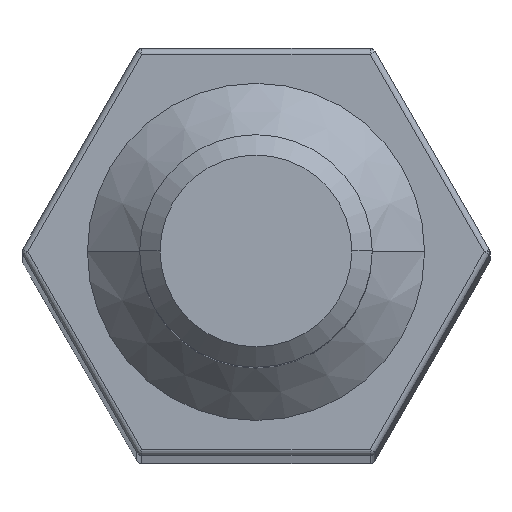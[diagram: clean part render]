
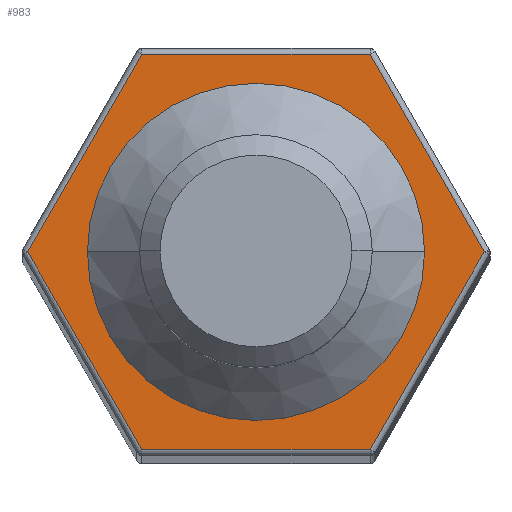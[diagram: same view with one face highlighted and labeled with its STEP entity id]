
A CAD part, top view. The second image highlights one B-rep face of the part: STEP entity #983.
In plain terms, the highlighted planar face has unit normal (0, 0, 1).
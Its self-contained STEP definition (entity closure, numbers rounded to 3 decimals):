
#26 = DIRECTION ( 'NONE',  ( -0.5, 0.866, 0. ) ) ;
#32 = VERTEX_POINT ( 'NONE', #645 ) ;
#34 = EDGE_CURVE ( 'NONE', #819, #707, #1405, .T. ) ;
#36 = EDGE_LOOP ( 'NONE', ( #625, #631 ) ) ;
#38 = VECTOR ( 'NONE', #176, 1000. ) ;
#39 = CARTESIAN_POINT ( 'NONE',  ( 1.934, -3.45, 0. ) ) ;
#40 = FACE_BOUND ( 'NONE', #36, .T. ) ;
#46 = VECTOR ( 'NONE', #1364, 1000. ) ;
#85 = FACE_OUTER_BOUND ( 'NONE', #1082, .T. ) ;
#89 = CIRCLE ( 'NONE', #1235, 2.9 ) ;
#95 = EDGE_CURVE ( 'NONE', #707, #819, #89, .T. ) ;
#97 = CARTESIAN_POINT ( 'NONE',  ( 3.926, 0., 0. ) ) ;
#98 = EDGE_CURVE ( 'NONE', #947, #32, #1061, .T. ) ;
#103 = EDGE_CURVE ( 'NONE', #32, #859, #1254, .T. ) ;
#108 = EDGE_CURVE ( 'NONE', #859, #820, #473, .T. ) ;
#112 = EDGE_CURVE ( 'NONE', #820, #671, #909, .T. ) ;
#115 = EDGE_CURVE ( 'NONE', #671, #907, #389, .T. ) ;
#133 = AXIS2_PLACEMENT_3D ( 'NONE', #1416, #1141, #943 ) ;
#134 = EDGE_CURVE ( 'NONE', #907, #947, #280, .T. ) ;
#148 = CARTESIAN_POINT ( 'NONE',  ( 0., 0., 0. ) ) ;
#176 = DIRECTION ( 'NONE',  ( 1., 0., 0. ) ) ;
#180 = CARTESIAN_POINT ( 'NONE',  ( -4.041, -3.4, 0. ) ) ;
#280 = LINE ( 'NONE', #39, #493 ) ;
#340 = VECTOR ( 'NONE', #779, 1000. ) ;
#382 = VECTOR ( 'NONE', #1086, 1000. ) ;
#389 = LINE ( 'NONE', #180, #38 ) ;
#458 = CARTESIAN_POINT ( 'NONE',  ( -3.926, 0., 0. ) ) ;
#460 = ORIENTED_EDGE ( 'NONE', *, *, #98, .T. ) ;
#473 = LINE ( 'NONE', #1360, #340 ) ;
#493 = VECTOR ( 'NONE', #789, 1000. ) ;
#538 = ORIENTED_EDGE ( 'NONE', *, *, #103, .T. ) ;
#546 = DIRECTION ( 'NONE',  ( 0., 0., -1. ) ) ;
#571 = CARTESIAN_POINT ( 'NONE',  ( 2.9, 0., 0. ) ) ;
#588 = ORIENTED_EDGE ( 'NONE', *, *, #108, .T. ) ;
#607 = ORIENTED_EDGE ( 'NONE', *, *, #112, .T. ) ;
#609 = ORIENTED_EDGE ( 'NONE', *, *, #115, .T. ) ;
#621 = ORIENTED_EDGE ( 'NONE', *, *, #134, .T. ) ;
#625 = ORIENTED_EDGE ( 'NONE', *, *, #34, .T. ) ;
#631 = ORIENTED_EDGE ( 'NONE', *, *, #95, .T. ) ;
#645 = CARTESIAN_POINT ( 'NONE',  ( 1.963, 3.4, 0. ) ) ;
#664 = CARTESIAN_POINT ( 'NONE',  ( -4.041, 3.4, 0. ) ) ;
#671 = VERTEX_POINT ( 'NONE', #675 ) ;
#675 = CARTESIAN_POINT ( 'NONE',  ( -1.963, -3.4, 0. ) ) ;
#699 = CARTESIAN_POINT ( 'NONE',  ( -1.963, 3.4, 0. ) ) ;
#707 = VERTEX_POINT ( 'NONE', #571 ) ;
#727 = PLANE ( 'NONE',  #133 ) ;
#779 = DIRECTION ( 'NONE',  ( -0.5, -0.866, 0. ) ) ;
#789 = DIRECTION ( 'NONE',  ( 0.5, 0.866, 0. ) ) ;
#819 = VERTEX_POINT ( 'NONE', #1118 ) ;
#820 = VERTEX_POINT ( 'NONE', #458 ) ;
#850 = DIRECTION ( 'NONE',  ( -1., 0., 0. ) ) ;
#859 = VERTEX_POINT ( 'NONE', #699 ) ;
#879 = DIRECTION ( 'NONE',  ( 0., 0., -1. ) ) ;
#907 = VERTEX_POINT ( 'NONE', #1037 ) ;
#909 = LINE ( 'NONE', #1279, #46 ) ;
#943 = DIRECTION ( 'NONE',  ( -1., 0., 0. ) ) ;
#947 = VERTEX_POINT ( 'NONE', #97 ) ;
#983 = ADVANCED_FACE ( 'NONE', ( #85, #40 ), #727, .F. ) ;
#1037 = CARTESIAN_POINT ( 'NONE',  ( 1.963, -3.4, 0. ) ) ;
#1061 = LINE ( 'NONE', #1183, #1092 ) ;
#1082 = EDGE_LOOP ( 'NONE', ( #460, #538, #588, #607, #609, #621 ) ) ;
#1086 = DIRECTION ( 'NONE',  ( -1., 0., 0. ) ) ;
#1092 = VECTOR ( 'NONE', #26, 1000. ) ;
#1118 = CARTESIAN_POINT ( 'NONE',  ( -2.9, 0., 0. ) ) ;
#1141 = DIRECTION ( 'NONE',  ( 0., 0., -1. ) ) ;
#1183 = CARTESIAN_POINT ( 'NONE',  ( 1.934, 3.45, 0. ) ) ;
#1189 = CARTESIAN_POINT ( 'NONE',  ( 0., 0., 0. ) ) ;
#1235 = AXIS2_PLACEMENT_3D ( 'NONE', #1189, #546, #1275 ) ;
#1254 = LINE ( 'NONE', #664, #382 ) ;
#1275 = DIRECTION ( 'NONE',  ( -1., 0., 0. ) ) ;
#1279 = CARTESIAN_POINT ( 'NONE',  ( -3.955, 0.05, 0. ) ) ;
#1289 = AXIS2_PLACEMENT_3D ( 'NONE', #148, #879, #850 ) ;
#1360 = CARTESIAN_POINT ( 'NONE',  ( -3.955, -0.05, 0. ) ) ;
#1364 = DIRECTION ( 'NONE',  ( 0.5, -0.866, 0. ) ) ;
#1405 = CIRCLE ( 'NONE', #1289, 2.9 ) ;
#1416 = CARTESIAN_POINT ( 'NONE',  ( -4.041, 0., 0. ) ) ;
